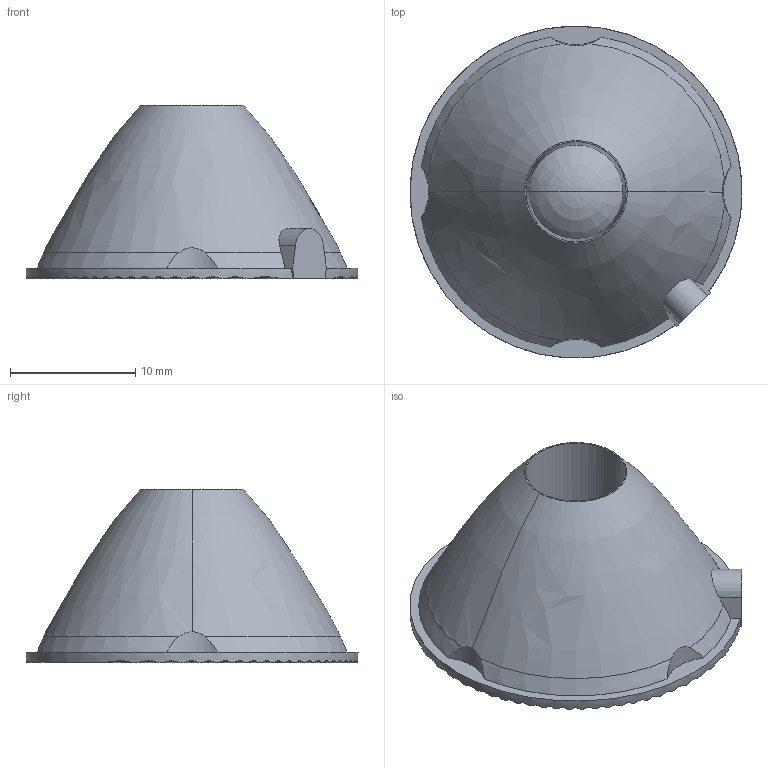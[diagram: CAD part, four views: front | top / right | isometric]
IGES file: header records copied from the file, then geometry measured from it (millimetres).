
Start section:  PTC IGES file: 60368_iss3_150508.igs
Global section: file name: 60368_iss3_150508.igs; native system: Pro/ENGINEER by Parametric Technology Corporation; preprocessor: 2007030; author: InverarityM; organization: Unknown; date: 20080516.103357; units: millimetre
Bounding box: 26.49 x 26.49 x 13.85 mm (x, y, z)
Volume: 3471.2 mm3; surface area: 1792.7 mm2
Topology: 1 solids, 1 shells, 77 faces, 221 edges, 145 vertices
Faces by surface type: extrusion 51, revolution 17, bspline 9
